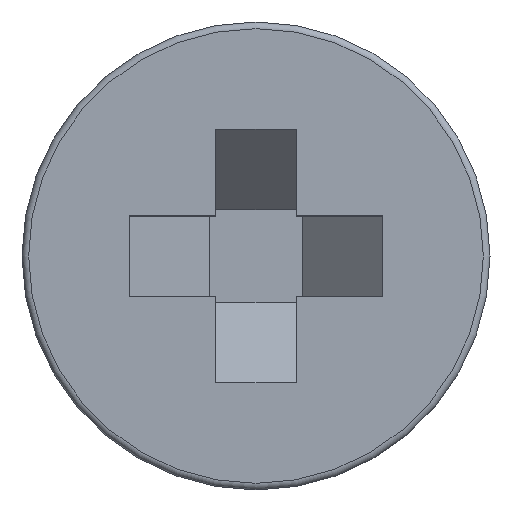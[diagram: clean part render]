
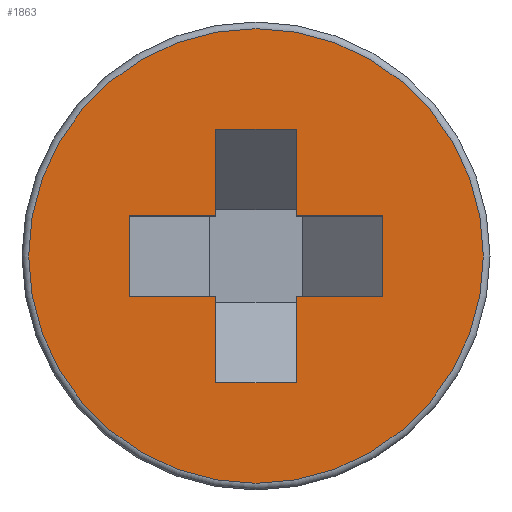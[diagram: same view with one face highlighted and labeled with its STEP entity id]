
A CAD part, top view. The second image highlights one B-rep face of the part: STEP entity #1863.
In plain terms, the highlighted planar face has unit normal (0, 0, 1).
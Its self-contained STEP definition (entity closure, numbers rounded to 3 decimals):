
#15=FACE_BOUND('',#238,.T.);
#39=PLANE('',#1983);
#138=FACE_OUTER_BOUND('',#237,.T.);
#237=EDGE_LOOP('',(#1677));
#238=EDGE_LOOP('',(#1678,#1679,#1680,#1681,#1682,#1683,#1684,#1685,#1686,
#1687,#1688,#1689));
#245=CIRCLE('',#1979,1.704);
#481=LINE('',#7276,#603);
#497=LINE('',#7308,#619);
#503=LINE('',#7320,#625);
#509=LINE('',#7332,#631);
#512=LINE('',#7337,#634);
#513=LINE('',#7339,#635);
#515=LINE('',#7343,#637);
#516=LINE('',#7345,#638);
#517=LINE('',#7348,#639);
#519=LINE('',#7351,#641);
#520=LINE('',#7354,#642);
#522=LINE('',#7357,#644);
#603=VECTOR('',#2235,10.);
#619=VECTOR('',#2257,10.);
#625=VECTOR('',#2267,10.);
#631=VECTOR('',#2277,10.);
#634=VECTOR('',#2282,10.);
#635=VECTOR('',#2285,10.);
#637=VECTOR('',#2289,10.);
#638=VECTOR('',#2292,10.);
#639=VECTOR('',#2295,10.);
#641=VECTOR('',#2299,10.);
#642=VECTOR('',#2302,10.);
#644=VECTOR('',#2306,10.);
#806=VERTEX_POINT('',#7273);
#807=VERTEX_POINT('',#7275);
#819=VERTEX_POINT('',#7305);
#820=VERTEX_POINT('',#7307);
#823=VERTEX_POINT('',#7317);
#824=VERTEX_POINT('',#7319);
#827=VERTEX_POINT('',#7329);
#828=VERTEX_POINT('',#7331);
#829=VERTEX_POINT('',#7335);
#830=VERTEX_POINT('',#7341);
#831=VERTEX_POINT('',#7347);
#832=VERTEX_POINT('',#7353);
#833=VERTEX_POINT('',#7359);
#1074=EDGE_CURVE('',#807,#806,#481,.T.);
#1090=EDGE_CURVE('',#820,#819,#497,.T.);
#1096=EDGE_CURVE('',#824,#823,#503,.T.);
#1102=EDGE_CURVE('',#828,#827,#509,.T.);
#1105=EDGE_CURVE('',#827,#829,#512,.T.);
#1106=EDGE_CURVE('',#829,#824,#513,.T.);
#1108=EDGE_CURVE('',#823,#830,#515,.T.);
#1109=EDGE_CURVE('',#830,#820,#516,.T.);
#1110=EDGE_CURVE('',#831,#828,#517,.T.);
#1112=EDGE_CURVE('',#806,#831,#519,.T.);
#1113=EDGE_CURVE('',#832,#807,#520,.T.);
#1115=EDGE_CURVE('',#819,#832,#522,.T.);
#1116=EDGE_CURVE('',#833,#833,#245,.T.);
#1677=ORIENTED_EDGE('',*,*,#1116,.F.);
#1678=ORIENTED_EDGE('',*,*,#1109,.T.);
#1679=ORIENTED_EDGE('',*,*,#1090,.T.);
#1680=ORIENTED_EDGE('',*,*,#1115,.T.);
#1681=ORIENTED_EDGE('',*,*,#1113,.T.);
#1682=ORIENTED_EDGE('',*,*,#1074,.T.);
#1683=ORIENTED_EDGE('',*,*,#1112,.T.);
#1684=ORIENTED_EDGE('',*,*,#1110,.T.);
#1685=ORIENTED_EDGE('',*,*,#1102,.T.);
#1686=ORIENTED_EDGE('',*,*,#1105,.T.);
#1687=ORIENTED_EDGE('',*,*,#1106,.T.);
#1688=ORIENTED_EDGE('',*,*,#1096,.T.);
#1689=ORIENTED_EDGE('',*,*,#1108,.T.);
#1863=ADVANCED_FACE('',(#138,#15),#39,.T.);
#1979=AXIS2_PLACEMENT_3D('',#7360,#2309,#2310);
#1983=AXIS2_PLACEMENT_3D('',#7366,#2318,#2319);
#2235=DIRECTION('',(1.,0.,0.));
#2257=DIRECTION('',(0.,1.,0.));
#2267=DIRECTION('',(-1.,0.,0.));
#2277=DIRECTION('',(0.,-1.,0.));
#2282=DIRECTION('',(1.,0.,0.));
#2285=DIRECTION('',(0.,-1.,0.));
#2289=DIRECTION('',(0.,-1.,0.));
#2292=DIRECTION('',(-1.,0.,0.));
#2295=DIRECTION('',(1.,0.,0.));
#2299=DIRECTION('',(0.,1.,0.));
#2302=DIRECTION('',(0.,1.,0.));
#2306=DIRECTION('',(-1.,0.,0.));
#2309=DIRECTION('center_axis',(0.,0.,-1.));
#2310=DIRECTION('ref_axis',(-1.,0.,0.));
#2318=DIRECTION('center_axis',(0.,0.,1.));
#2319=DIRECTION('ref_axis',(1.,0.,0.));
#7273=CARTESIAN_POINT('',(-0.3,0.3,0.));
#7275=CARTESIAN_POINT('',(-0.95,0.3,0.));
#7276=CARTESIAN_POINT('',(-0.475,0.3,0.));
#7305=CARTESIAN_POINT('',(-0.3,-0.3,0.));
#7307=CARTESIAN_POINT('',(-0.3,-0.95,0.));
#7308=CARTESIAN_POINT('',(-0.3,-0.475,0.));
#7317=CARTESIAN_POINT('',(0.3,-0.3,0.));
#7319=CARTESIAN_POINT('',(0.95,-0.3,0.));
#7320=CARTESIAN_POINT('',(0.475,-0.3,0.));
#7329=CARTESIAN_POINT('',(0.3,0.3,0.));
#7331=CARTESIAN_POINT('',(0.3,0.95,0.));
#7332=CARTESIAN_POINT('',(0.3,0.475,0.));
#7335=CARTESIAN_POINT('',(0.95,0.3,0.));
#7337=CARTESIAN_POINT('',(0.15,0.3,0.));
#7339=CARTESIAN_POINT('',(0.95,0.15,0.));
#7341=CARTESIAN_POINT('',(0.3,-0.95,0.));
#7343=CARTESIAN_POINT('',(0.3,-0.15,0.));
#7345=CARTESIAN_POINT('',(0.15,-0.95,0.));
#7347=CARTESIAN_POINT('',(-0.3,0.95,0.));
#7348=CARTESIAN_POINT('',(-0.15,0.95,0.));
#7351=CARTESIAN_POINT('',(-0.3,0.15,0.));
#7353=CARTESIAN_POINT('',(-0.95,-0.3,0.));
#7354=CARTESIAN_POINT('',(-0.95,-0.15,0.));
#7357=CARTESIAN_POINT('',(-0.15,-0.3,0.));
#7359=CARTESIAN_POINT('',(-1.704,0.,0.));
#7360=CARTESIAN_POINT('Origin',(0.,0.,0.));
#7366=CARTESIAN_POINT('Origin',(0.,0.,0.));
